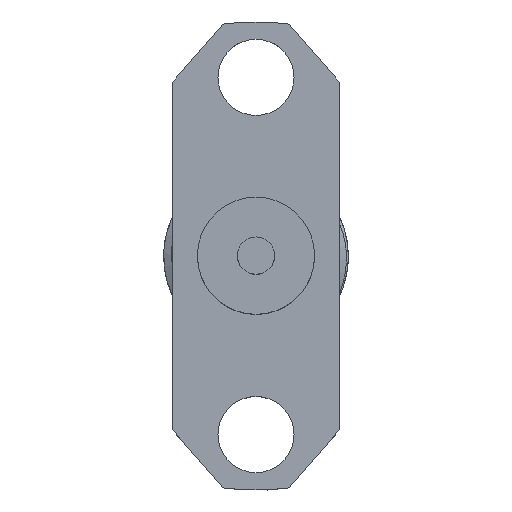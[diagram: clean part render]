
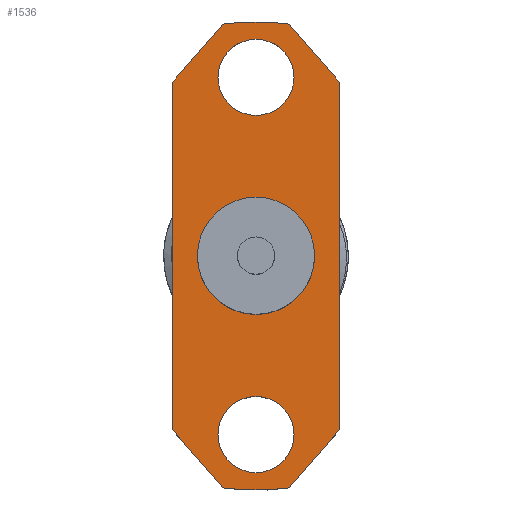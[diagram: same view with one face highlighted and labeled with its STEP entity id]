
A CAD part, top view. The second image highlights one B-rep face of the part: STEP entity #1536.
In plain terms, the highlighted planar face has unit normal (0, 0, 1).
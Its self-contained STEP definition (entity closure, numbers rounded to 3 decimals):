
#73=CARTESIAN_POINT('',(0.,6.1,1.6));
#74=DIRECTION('',(0.,0.,-1.));
#75=DIRECTION('',(1.,0.,0.));
#76=AXIS2_PLACEMENT_3D('',#73,#74,#75);
#78=CARTESIAN_POINT('',(0.,6.1,1.6));
#79=DIRECTION('',(0.,0.,-1.));
#80=DIRECTION('',(-1.,0.,0.));
#81=AXIS2_PLACEMENT_3D('',#78,#79,#80);
#83=CARTESIAN_POINT('',(0.,-6.1,1.6));
#84=DIRECTION('',(0.,0.,-1.));
#85=DIRECTION('',(1.,0.,0.));
#86=AXIS2_PLACEMENT_3D('',#83,#84,#85);
#88=CARTESIAN_POINT('',(0.,-6.1,1.6));
#89=DIRECTION('',(0.,0.,-1.));
#90=DIRECTION('',(-1.,0.,0.));
#91=AXIS2_PLACEMENT_3D('',#88,#89,#90);
#93=DIRECTION('',(-0.655,0.756,0.));
#94=VECTOR('',#93,2.62);
#95=CARTESIAN_POINT('',(2.85,5.939,1.6));
#96=LINE('',#95,#94);
#97=DIRECTION('',(0.,1.,0.));
#98=VECTOR('',#97,11.879);
#99=CARTESIAN_POINT('',(2.85,-5.939,1.6));
#100=LINE('',#99,#98);
#101=DIRECTION('',(0.655,0.756,0.));
#102=VECTOR('',#101,2.62);
#103=CARTESIAN_POINT('',(1.133,-7.919,1.6));
#104=LINE('',#103,#102);
#105=CARTESIAN_POINT('',(0.,0.,1.6));
#106=DIRECTION('',(0.,0.,1.));
#107=DIRECTION('',(-0.142,-0.99,0.));
#108=AXIS2_PLACEMENT_3D('',#105,#106,#107);
#110=DIRECTION('',(0.655,-0.756,0.));
#111=VECTOR('',#110,2.62);
#112=CARTESIAN_POINT('',(-2.85,-5.939,1.6));
#113=LINE('',#112,#111);
#114=DIRECTION('',(0.,-1.,0.));
#115=VECTOR('',#114,11.879);
#116=CARTESIAN_POINT('',(-2.85,5.939,1.6));
#117=LINE('',#116,#115);
#118=DIRECTION('',(-0.655,-0.756,0.));
#119=VECTOR('',#118,2.62);
#120=CARTESIAN_POINT('',(-1.133,7.919,1.6));
#121=LINE('',#120,#119);
#122=CARTESIAN_POINT('',(0.,0.,1.6));
#123=DIRECTION('',(0.,0.,1.));
#124=DIRECTION('',(0.142,0.99,0.));
#125=AXIS2_PLACEMENT_3D('',#122,#123,#124);
#127=CARTESIAN_POINT('',(0.,0.,1.6));
#128=DIRECTION('',(0.,0.,1.));
#129=DIRECTION('',(0.,-1.,0.));
#130=AXIS2_PLACEMENT_3D('',#127,#128,#129);
#132=CARTESIAN_POINT('',(0.,0.,1.6));
#133=DIRECTION('',(0.,0.,1.));
#134=DIRECTION('',(0.,1.,0.));
#135=AXIS2_PLACEMENT_3D('',#132,#133,#134);
#1264=CARTESIAN_POINT('',(1.3,6.1,1.6));
#1265=CARTESIAN_POINT('',(-1.3,6.1,1.6));
#1266=VERTEX_POINT('',#1264);
#1267=VERTEX_POINT('',#1265);
#1268=CARTESIAN_POINT('',(1.3,-6.1,1.6));
#1269=CARTESIAN_POINT('',(-1.3,-6.1,1.6));
#1270=VERTEX_POINT('',#1268);
#1271=VERTEX_POINT('',#1269);
#1276=CARTESIAN_POINT('',(2.85,5.939,1.6));
#1277=VERTEX_POINT('',#1276);
#1278=CARTESIAN_POINT('',(1.133,7.919,1.6));
#1279=VERTEX_POINT('',#1278);
#1284=CARTESIAN_POINT('',(-1.133,7.919,1.6));
#1285=VERTEX_POINT('',#1284);
#1286=CARTESIAN_POINT('',(-2.85,5.939,1.6));
#1287=VERTEX_POINT('',#1286);
#1292=CARTESIAN_POINT('',(1.133,-7.919,1.6));
#1293=VERTEX_POINT('',#1292);
#1294=CARTESIAN_POINT('',(2.85,-5.939,1.6));
#1295=VERTEX_POINT('',#1294);
#1300=CARTESIAN_POINT('',(-2.85,-5.939,1.6));
#1301=VERTEX_POINT('',#1300);
#1302=CARTESIAN_POINT('',(-1.133,-7.919,1.6));
#1303=VERTEX_POINT('',#1302);
#1328=CARTESIAN_POINT('',(0.,-2.,1.6));
#1329=CARTESIAN_POINT('',(0.,2.,1.6));
#1330=VERTEX_POINT('',#1328);
#1331=VERTEX_POINT('',#1329);
#1497=CARTESIAN_POINT('',(0.,0.,1.6));
#1498=DIRECTION('',(0.,0.,1.));
#1499=DIRECTION('',(1.,0.,0.));
#1500=AXIS2_PLACEMENT_3D('',#1497,#1498,#1499);
#1501=PLANE('',#1500);
#1503=ORIENTED_EDGE('',*,*,#1502,.F.);
#1505=ORIENTED_EDGE('',*,*,#1504,.F.);
#1507=ORIENTED_EDGE('',*,*,#1506,.F.);
#1509=ORIENTED_EDGE('',*,*,#1508,.F.);
#1511=ORIENTED_EDGE('',*,*,#1510,.F.);
#1513=ORIENTED_EDGE('',*,*,#1512,.F.);
#1515=ORIENTED_EDGE('',*,*,#1514,.F.);
#1517=ORIENTED_EDGE('',*,*,#1516,.F.);
#1518=EDGE_LOOP('',(#1503,#1505,#1507,#1509,#1511,#1513,#1515,#1517));
#1519=FACE_OUTER_BOUND('',#1518,.F.);
#1521=ORIENTED_EDGE('',*,*,#1520,.F.);
#1523=ORIENTED_EDGE('',*,*,#1522,.F.);
#1524=EDGE_LOOP('',(#1521,#1523));
#1525=FACE_BOUND('',#1524,.F.);
#1526=ORIENTED_EDGE('',*,*,#1477,.F.);
#1527=ORIENTED_EDGE('',*,*,#1491,.F.);
#1528=EDGE_LOOP('',(#1526,#1527));
#1529=FACE_BOUND('',#1528,.F.);
#1531=ORIENTED_EDGE('',*,*,#1530,.T.);
#1533=ORIENTED_EDGE('',*,*,#1532,.T.);
#1534=EDGE_LOOP('',(#1531,#1533));
#1535=FACE_BOUND('',#1534,.F.);
#77=CIRCLE('',#76,1.3);
#82=CIRCLE('',#81,1.3);
#87=CIRCLE('',#86,1.3);
#92=CIRCLE('',#91,1.3);
#109=CIRCLE('',#108,8.);
#126=CIRCLE('',#125,8.);
#131=CIRCLE('',#130,2.);
#136=CIRCLE('',#135,2.);
#1477=EDGE_CURVE('',#1266,#1267,#77,.T.);
#1491=EDGE_CURVE('',#1267,#1266,#82,.T.);
#1502=EDGE_CURVE('',#1277,#1279,#96,.T.);
#1504=EDGE_CURVE('',#1295,#1277,#100,.T.);
#1506=EDGE_CURVE('',#1293,#1295,#104,.T.);
#1508=EDGE_CURVE('',#1303,#1293,#109,.T.);
#1510=EDGE_CURVE('',#1301,#1303,#113,.T.);
#1512=EDGE_CURVE('',#1287,#1301,#117,.T.);
#1514=EDGE_CURVE('',#1285,#1287,#121,.T.);
#1516=EDGE_CURVE('',#1279,#1285,#126,.T.);
#1520=EDGE_CURVE('',#1270,#1271,#87,.T.);
#1522=EDGE_CURVE('',#1271,#1270,#92,.T.);
#1530=EDGE_CURVE('',#1330,#1331,#131,.T.);
#1532=EDGE_CURVE('',#1331,#1330,#136,.T.);
#1536=ADVANCED_FACE('',(#1519,#1525,#1529,#1535),#1501,.T.);
